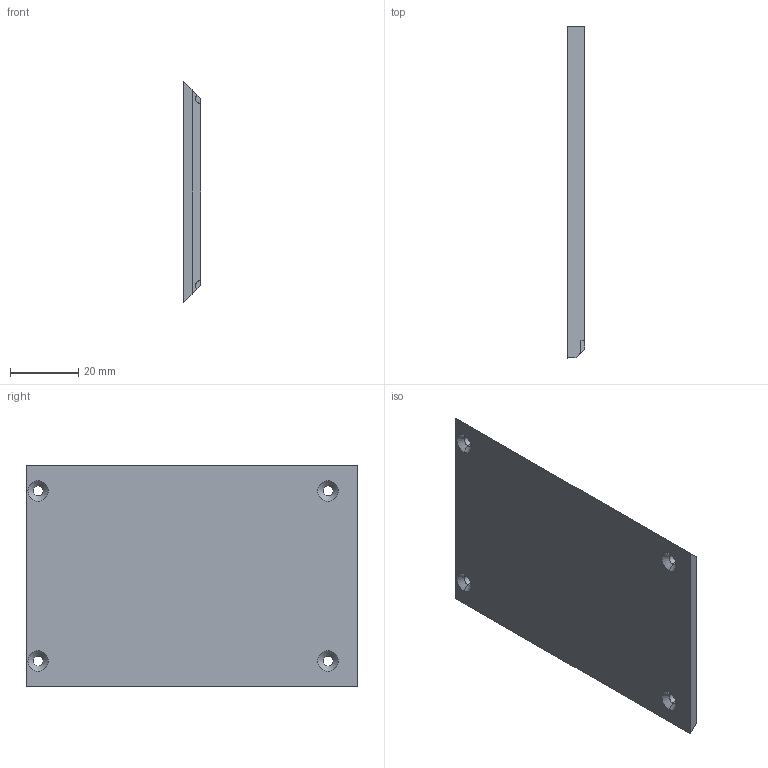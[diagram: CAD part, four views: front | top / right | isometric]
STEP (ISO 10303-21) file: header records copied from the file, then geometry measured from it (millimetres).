
FILE_DESCRIPTION (( 'STEP AP203' ), '1' );
FILE_NAME ('Lid A (1).STEP', '2024-07-11T18:30:50', ( '微软用户' ), ( '微软中国' ), 'SwSTEP 2.0', 'SolidWorks 2023', '' );
FILE_SCHEMA (( 'CONFIG_CONTROL_DESIGN' ));
Length unit declared in the file: millimetre
Products named in the file (1): Lid A (1)
Bounding box: 5 x 97.5 x 65 mm (x, y, z)
Volume: 28857.9 mm3; surface area: 13709.2 mm2
Topology: 1 solids, 1 shells, 27 faces, 67 edges, 42 vertices
Faces by surface type: cylinder 10, plane 9, cone 8
Entity records: 896 total; most frequent: DIRECTION 147, CARTESIAN_POINT 143, ORIENTED_EDGE 134, EDGE_CURVE 67, AXIS2_PLACEMENT_3D 54, VERTEX_POINT 42, VECTOR 39, LINE 39
